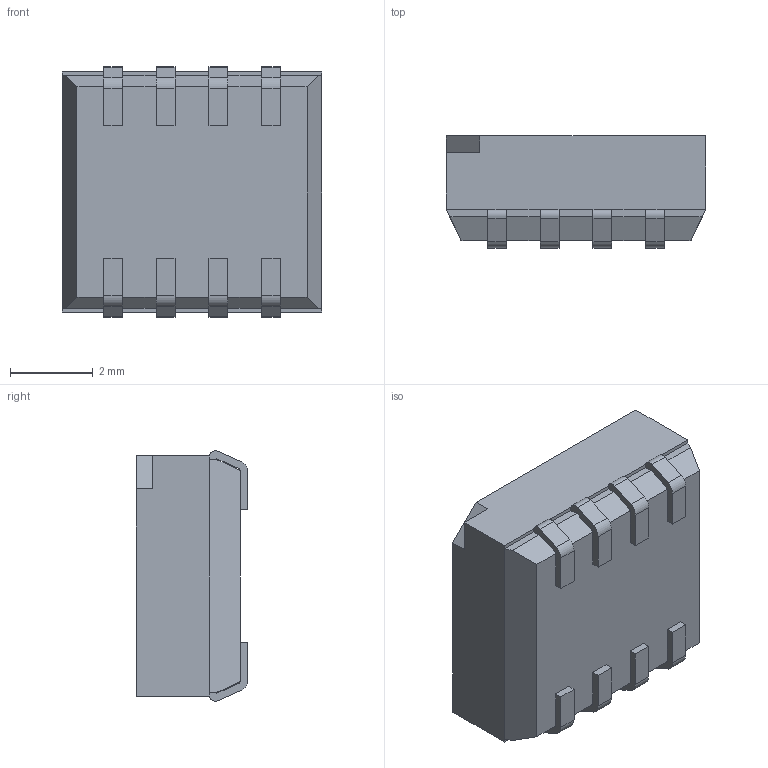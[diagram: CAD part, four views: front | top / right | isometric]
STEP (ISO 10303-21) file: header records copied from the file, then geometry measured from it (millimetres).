
FILE_DESCRIPTION (( 'STEP AP203' ), '1' );
FILE_NAME ('218-4LPSTJ.STEP', '2021-06-16T02:11:40', ( '' ), ( '' ), 'SwSTEP 2.0', 'SolidWorks 2020', '' );
FILE_SCHEMA (( 'CONFIG_CONTROL_DESIGN' ));
Length unit declared in the file: millimetre
Products named in the file (1): 218-4LPSTJ
Bounding box: 6.25 x 2.7 x 6.04 mm (x, y, z)
Volume: 85.2 mm3; surface area: 159.1 mm2
Topology: 1 solids, 1 shells, 297 faces, 826 edges, 536 vertices
Faces by surface type: plane 209, bspline 60, cylinder 28
Entity records: 12989 total; most frequent: CARTESIAN_POINT 5656, ORIENTED_EDGE 1652, DIRECTION 1238, EDGE_CURVE 826, LINE 650, VECTOR 650, VERTEX_POINT 536, EDGE_LOOP 318
